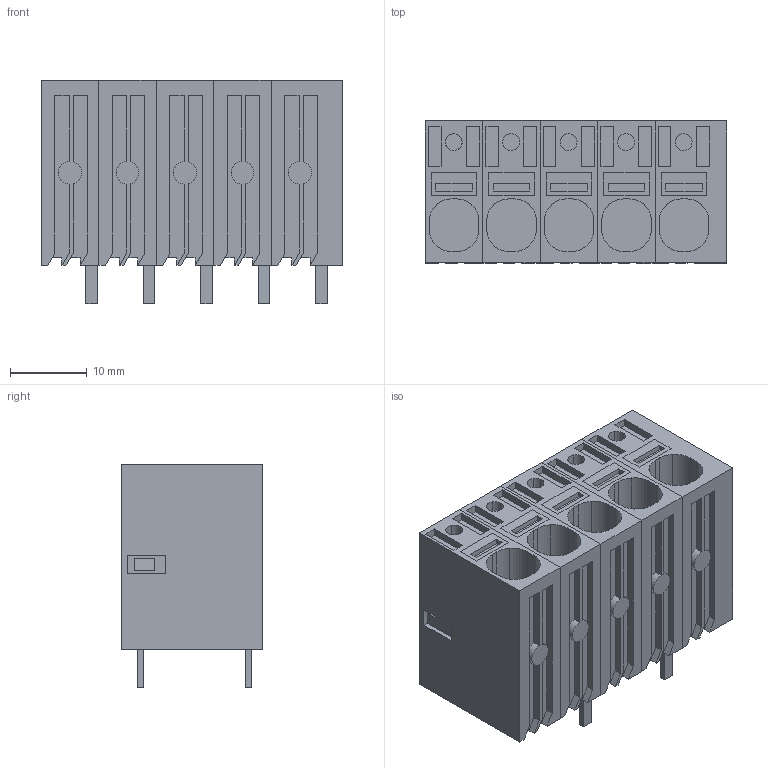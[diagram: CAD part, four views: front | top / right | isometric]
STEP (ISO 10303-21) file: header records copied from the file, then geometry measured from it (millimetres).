
FILE_DESCRIPTION(('CATIA V5 STEP Exchange','CAx-IF Rec.Pracs.--- Model Styling and Organization---1.4--- 2014-01-23'),'2;1');
FILE_NAME ('D1544592_0_2891920000_2891920000.stp','2022-09-16T11:11:43+00:00',('none'),('Weidmueller'),'CATIA Version 5-6 Release 2016 SP3 HF44','CATIA V5 STEP AP214','none');
FILE_SCHEMA(('AUTOMOTIVE_DESIGN { 1 0 10303 214 1 1 1 1 }'));
Length unit declared in the file: millimetre
Products named in the file (1): 2891920000
Bounding box: 39.3 x 18.5 x 29.15 mm (x, y, z)
Volume: 15463.3 mm3; surface area: 10457.2 mm2
Topology: 15 solids, 15 shells, 439 faces, 1119 edges, 742 vertices
Faces by surface type: plane 379, cylinder 60
Entity records: 12755 total; most frequent: ORIENTED_EDGE 2238, CARTESIAN_POINT 2214, DIRECTION 1789, EDGE_CURVE 1119, VECTOR 999, LINE 999, VERTEX_POINT 742, EDGE_LOOP 471
